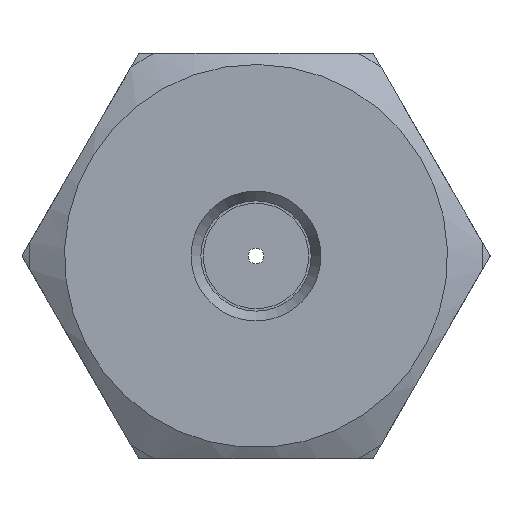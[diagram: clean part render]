
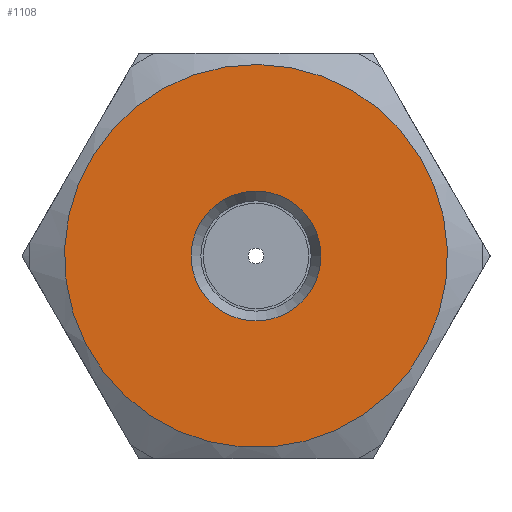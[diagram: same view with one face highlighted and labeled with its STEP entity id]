
A CAD part, left-side view. The second image highlights one B-rep face of the part: STEP entity #1108.
In plain terms, the highlighted planar face has unit normal (-1, 0, 0).
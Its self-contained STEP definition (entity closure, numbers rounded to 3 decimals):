
#946=CARTESIAN_POINT('',(-7.768,0.508,-0.88));
#947=VERTEX_POINT('',#946);
#948=CARTESIAN_POINT('',(-7.768,0.,0.));
#949=DIRECTION('',(1.0,0.,0.));
#950=DIRECTION('',(0.,0.5,-0.866));
#951=AXIS2_PLACEMENT_3D('',#948,#949,#950);
#952=CIRCLE('',#951,1.016);
#953=EDGE_CURVE('',#947,#947,#952,.T.);
#1085=CARTESIAN_POINT('',(-7.768,-1.5,2.598));
#1086=VERTEX_POINT('',#1085);
#1087=CARTESIAN_POINT('',(-7.768,0.,0.));
#1088=DIRECTION('',(1.0,0.,0.));
#1089=DIRECTION('',(0.,0.5,-0.866));
#1090=AXIS2_PLACEMENT_3D('',#1087,#1088,#1089);
#1091=CIRCLE('',#1090,3.0);
#1092=EDGE_CURVE('',#1086,#1086,#1091,.T.);
#1097=CARTESIAN_POINT('',(-7.768,-0.888,1.537));
#1098=DIRECTION('',(-1.0,0.0,0.0));
#1099=DIRECTION('',(0.0,-0.866,-0.5));
#1100=AXIS2_PLACEMENT_3D('',#1097,#1098,#1099);
#1101=PLANE('',#1100);
#1102=ORIENTED_EDGE('',*,*,#1092,.F.);
#1103=EDGE_LOOP('',(#1102));
#1104=FACE_OUTER_BOUND('',#1103,.T.);
#1105=ORIENTED_EDGE('',*,*,#953,.T.);
#1106=EDGE_LOOP('',(#1105));
#1107=FACE_BOUND('',#1106,.T.);
#1108=ADVANCED_FACE('',(#1104,#1107),#1101,.T.);
